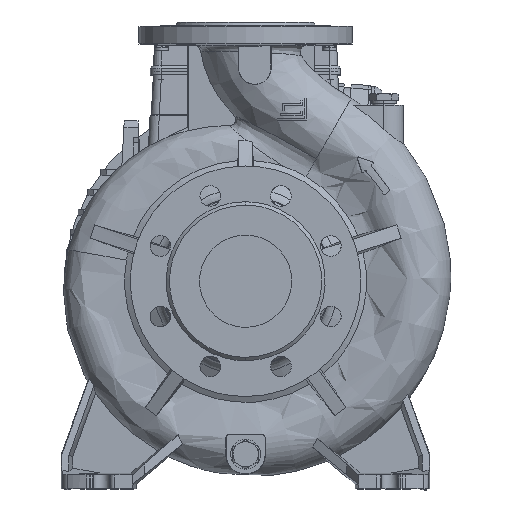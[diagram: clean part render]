
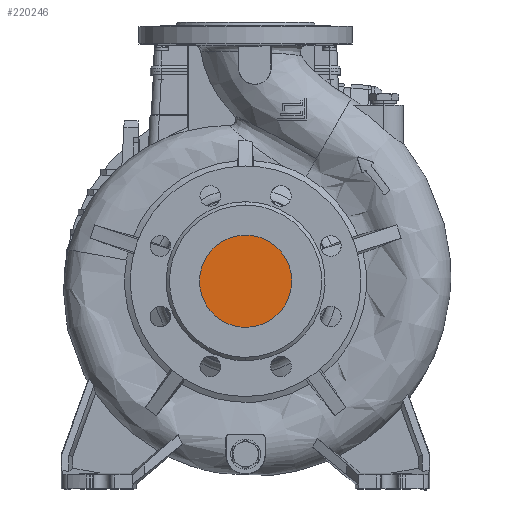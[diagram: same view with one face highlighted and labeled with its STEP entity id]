
A CAD part, top view. The second image highlights one B-rep face of the part: STEP entity #220246.
In plain terms, the highlighted planar face has unit normal (0, 0, 1).
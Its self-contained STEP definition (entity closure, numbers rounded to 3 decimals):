
#2044 = B_SPLINE_CURVE_WITH_KNOTS ( 'NONE', 3,
 ( #231614, #50570, #218320, #139040, #174778, #259281, #156274, #197217, #178681, #158865, #35987, #53196, #235565, #255365, #54500, #75601, #173483, #74288 ),
 .UNSPECIFIED., .F., .F.,
 ( 4, 2, 2, 2, 2, 2, 2, 2, 4 ),
 ( 0., 0.063, 0.125, 0.188, 0.25, 0.313, 0.375, 0.438, 0.5 ),
 .UNSPECIFIED. ) ;
#2237 = VERTEX_POINT ( 'NONE', #251427 ) ;
#7865 = B_SPLINE_CURVE_WITH_KNOTS ( 'NONE', 3,
 ( #58387, #160156, #39872, #220903, #179968, #238139, #260573, #216986, #181278, #79479, #35974, #197204, #137721, #59696, #20045, #120477, #218306, #100652 ),
 .UNSPECIFIED., .F., .F.,
 ( 4, 2, 2, 2, 2, 2, 2, 2, 4 ),
 ( 0.5, 0.563, 0.625, 0.687, 0.75, 0.812, 0.875, 0.938, 1. ),
 .UNSPECIFIED. ) ;
#8889 = CARTESIAN_POINT ( 'NONE',  ( 41.887, 2.741, 90. ) ) ;
#11215 = ORIENTED_EDGE ( 'NONE', *, *, #170979, .F. ) ;
#15483 = VERTEX_POINT ( 'NONE', #256535 ) ;
#16883 = VERTEX_POINT ( 'NONE', #73383 ) ;
#20045 = CARTESIAN_POINT ( 'NONE',  ( -10.861, 40.547, 90. ) ) ;
#26114 = CARTESIAN_POINT ( 'NONE',  ( 18.562, 37.649, 90. ) ) ;
#31317 = CARTESIAN_POINT ( 'NONE',  ( 33.305, -25.551, 90. ) ) ;
#34807 = EDGE_CURVE ( 'NONE', #15483, #217693, #7865, .T. ) ;
#35974 = CARTESIAN_POINT ( 'NONE',  ( -25.551, 33.305, 90. ) ) ;
#35987 = CARTESIAN_POINT ( 'NONE',  ( -33.305, -25.551, 90. ) ) ;
#36537 = CARTESIAN_POINT ( 'NONE',  ( 10.861, -40.547, 90. ) ) ;
#39872 = CARTESIAN_POINT ( 'NONE',  ( -41.617, 5.483, 90. ) ) ;
#45604 = AXIS2_PLACEMENT_3D ( 'NONE', #121189, #117293, #160878 ) ;
#45892 = CARTESIAN_POINT ( 'NONE',  ( 33.305, 25.551, 90. ) ) ;
#47203 = CARTESIAN_POINT ( 'NONE',  ( 41.887, -2.741, 90. ) ) ;
#48641 = ORIENTED_EDGE ( 'NONE', *, *, #34807, .F. ) ;
#50570 = CARTESIAN_POINT ( 'NONE',  ( -2.741, -41.887, 90. ) ) ;
#51126 = CARTESIAN_POINT ( 'NONE',  ( 37.649, -18.562, 90. ) ) ;
#53196 = CARTESIAN_POINT ( 'NONE',  ( -36.351, -20.992, 90. ) ) ;
#54500 = CARTESIAN_POINT ( 'NONE',  ( -40.547, -10.861, 90. ) ) ;
#58387 = CARTESIAN_POINT ( 'NONE',  ( -41.887, 0., 90. ) ) ;
#59696 = CARTESIAN_POINT ( 'NONE',  ( -13.497, 39.747, 90. ) ) ;
#66544 = EDGE_CURVE ( 'NONE', #2237, #16883, #131745, .T. ) ;
#69957 = EDGE_LOOP ( 'NONE', ( #11215, #234397, #148845, #48641 ) ) ;
#70899 = CARTESIAN_POINT ( 'NONE',  ( 31.557, 27.68, 90. ) ) ;
#73383 = CARTESIAN_POINT ( 'NONE',  ( 0., -41.887, 90. ) ) ;
#74288 = CARTESIAN_POINT ( 'NONE',  ( -41.887, 0., 90. ) ) ;
#74831 = CARTESIAN_POINT ( 'NONE',  ( 25.551, -33.305, 90. ) ) ;
#75601 = CARTESIAN_POINT ( 'NONE',  ( -41.617, -5.483, 90. ) ) ;
#76157 = CARTESIAN_POINT ( 'NONE',  ( 18.562, -37.649, 90. ) ) ;
#79479 = CARTESIAN_POINT ( 'NONE',  ( -27.68, 31.557, 90. ) ) ;
#90743 = CARTESIAN_POINT ( 'NONE',  ( 41.617, -5.483, 90. ) ) ;
#90749 = CARTESIAN_POINT ( 'NONE',  ( 20.992, 36.351, 90. ) ) ;
#98609 = CARTESIAN_POINT ( 'NONE',  ( 13.497, -39.747, 90. ) ) ;
#100652 = CARTESIAN_POINT ( 'NONE',  ( 0., 41.887, 90. ) ) ;
#106706 = CARTESIAN_POINT ( 'NONE',  ( 36.351, 20.992, 90. ) ) ;
#111910 = CARTESIAN_POINT ( 'NONE',  ( 27.68, -31.557, 90. ) ) ;
#117293 = DIRECTION ( 'NONE',  ( 0., 0., 1. ) ) ;
#120477 = CARTESIAN_POINT ( 'NONE',  ( -5.483, 41.617, 90. ) ) ;
#121189 = CARTESIAN_POINT ( 'NONE',  ( -83.774, -83.774, 90. ) ) ;
#126527 = CARTESIAN_POINT ( 'NONE',  ( 41.617, 5.483, 90. ) ) ;
#131736 = CARTESIAN_POINT ( 'NONE',  ( 36.351, -20.992, 90. ) ) ;
#131745 = B_SPLINE_CURVE_WITH_KNOTS ( 'NONE', 3,
 ( #191211, #47203, #90743, #251992, #207137, #51126, #131736, #31317, #249391, #111910, #74831, #175332, #76157, #98609, #36537, #237420, #135680, #258543 ),
 .UNSPECIFIED., .F., .F.,
 ( 4, 2, 2, 2, 2, 2, 2, 2, 4 ),
 ( 0.5, 0.562, 0.625, 0.687, 0.75, 0.812, 0.875, 0.938, 1. ),
 .UNSPECIFIED. ) ;
#135680 = CARTESIAN_POINT ( 'NONE',  ( 2.741, -41.887, 90. ) ) ;
#137333 = B_SPLINE_CURVE_WITH_KNOTS ( 'NONE', 3,
 ( #148954, #191216, #249397, #251998, #150260, #26114, #90749, #188628, #186042, #70899, #45892, #106706, #207145, #209730, #225664, #126527, #8889, #187312 ),
 .UNSPECIFIED., .F., .F.,
 ( 4, 2, 2, 2, 2, 2, 2, 2, 4 ),
 ( 0., 0.063, 0.125, 0.187, 0.25, 0.312, 0.375, 0.437, 0.5 ),
 .UNSPECIFIED. ) ;
#137721 = CARTESIAN_POINT ( 'NONE',  ( -18.562, 37.649, 90. ) ) ;
#139040 = CARTESIAN_POINT ( 'NONE',  ( -10.861, -40.547, 90. ) ) ;
#148845 = ORIENTED_EDGE ( 'NONE', *, *, #247716, .F. ) ;
#148954 = CARTESIAN_POINT ( 'NONE',  ( 0., 41.887, 90. ) ) ;
#150260 = CARTESIAN_POINT ( 'NONE',  ( 13.497, 39.747, 90. ) ) ;
#156274 = CARTESIAN_POINT ( 'NONE',  ( -20.992, -36.351, 90. ) ) ;
#156976 = FACE_OUTER_BOUND ( 'NONE', #69957, .T. ) ;
#158865 = CARTESIAN_POINT ( 'NONE',  ( -31.557, -27.68, 90. ) ) ;
#160156 = CARTESIAN_POINT ( 'NONE',  ( -41.887, 2.741, 90. ) ) ;
#160878 = DIRECTION ( 'NONE',  ( 0., -1., 0. ) ) ;
#170979 = EDGE_CURVE ( 'NONE', #16883, #15483, #2044, .T. ) ;
#173483 = CARTESIAN_POINT ( 'NONE',  ( -41.887, -2.741, 90. ) ) ;
#174778 = CARTESIAN_POINT ( 'NONE',  ( -13.497, -39.747, 90. ) ) ;
#175332 = CARTESIAN_POINT ( 'NONE',  ( 20.992, -36.351, 90. ) ) ;
#176799 = PLANE ( 'NONE',  #45604 ) ;
#178681 = CARTESIAN_POINT ( 'NONE',  ( -27.68, -31.557, 90. ) ) ;
#179968 = CARTESIAN_POINT ( 'NONE',  ( -39.747, 13.497, 90. ) ) ;
#181278 = CARTESIAN_POINT ( 'NONE',  ( -31.557, 27.68, 90. ) ) ;
#184861 = CARTESIAN_POINT ( 'NONE',  ( 0., 41.887, 90. ) ) ;
#186042 = CARTESIAN_POINT ( 'NONE',  ( 27.68, 31.557, 90. ) ) ;
#187312 = CARTESIAN_POINT ( 'NONE',  ( 41.887, 0., 90. ) ) ;
#188628 = CARTESIAN_POINT ( 'NONE',  ( 25.551, 33.305, 90. ) ) ;
#191211 = CARTESIAN_POINT ( 'NONE',  ( 41.887, 0., 90. ) ) ;
#191216 = CARTESIAN_POINT ( 'NONE',  ( 2.741, 41.887, 90. ) ) ;
#197204 = CARTESIAN_POINT ( 'NONE',  ( -20.992, 36.351, 90. ) ) ;
#197217 = CARTESIAN_POINT ( 'NONE',  ( -25.551, -33.305, 90. ) ) ;
#207137 = CARTESIAN_POINT ( 'NONE',  ( 39.747, -13.497, 90. ) ) ;
#207145 = CARTESIAN_POINT ( 'NONE',  ( 37.649, 18.562, 90. ) ) ;
#209730 = CARTESIAN_POINT ( 'NONE',  ( 39.747, 13.497, 90. ) ) ;
#216986 = CARTESIAN_POINT ( 'NONE',  ( -33.305, 25.551, 90. ) ) ;
#217693 = VERTEX_POINT ( 'NONE', #184861 ) ;
#218306 = CARTESIAN_POINT ( 'NONE',  ( -2.741, 41.887, 90. ) ) ;
#218320 = CARTESIAN_POINT ( 'NONE',  ( -5.483, -41.617, 90. ) ) ;
#220246 = ADVANCED_FACE ( 'NONE', ( #156976 ), #176799, .T. ) ;
#220903 = CARTESIAN_POINT ( 'NONE',  ( -40.547, 10.861, 90. ) ) ;
#225664 = CARTESIAN_POINT ( 'NONE',  ( 40.547, 10.861, 90. ) ) ;
#231614 = CARTESIAN_POINT ( 'NONE',  ( 0., -41.887, 90. ) ) ;
#234397 = ORIENTED_EDGE ( 'NONE', *, *, #66544, .F. ) ;
#235565 = CARTESIAN_POINT ( 'NONE',  ( -37.649, -18.562, 90. ) ) ;
#237420 = CARTESIAN_POINT ( 'NONE',  ( 5.483, -41.617, 90. ) ) ;
#238139 = CARTESIAN_POINT ( 'NONE',  ( -37.649, 18.562, 90. ) ) ;
#247716 = EDGE_CURVE ( 'NONE', #217693, #2237, #137333, .T. ) ;
#249391 = CARTESIAN_POINT ( 'NONE',  ( 31.557, -27.68, 90. ) ) ;
#249397 = CARTESIAN_POINT ( 'NONE',  ( 5.483, 41.617, 90. ) ) ;
#251427 = CARTESIAN_POINT ( 'NONE',  ( 41.887, 0., 90. ) ) ;
#251992 = CARTESIAN_POINT ( 'NONE',  ( 40.547, -10.861, 90. ) ) ;
#251998 = CARTESIAN_POINT ( 'NONE',  ( 10.861, 40.547, 90. ) ) ;
#255365 = CARTESIAN_POINT ( 'NONE',  ( -39.747, -13.497, 90. ) ) ;
#256535 = CARTESIAN_POINT ( 'NONE',  ( -41.887, 0., 90. ) ) ;
#258543 = CARTESIAN_POINT ( 'NONE',  ( 0., -41.887, 90. ) ) ;
#259281 = CARTESIAN_POINT ( 'NONE',  ( -18.562, -37.649, 90. ) ) ;
#260573 = CARTESIAN_POINT ( 'NONE',  ( -36.351, 20.992, 90. ) ) ;
